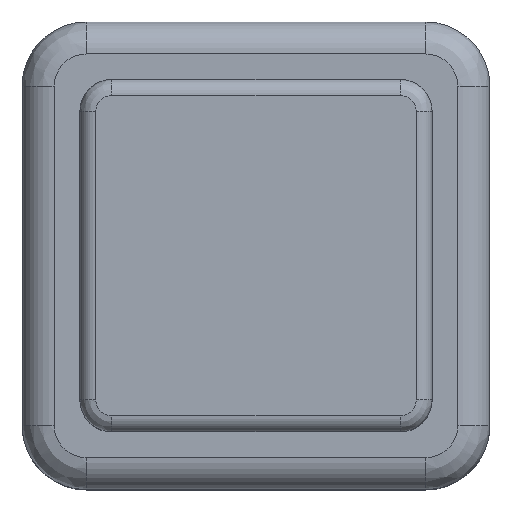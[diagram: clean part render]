
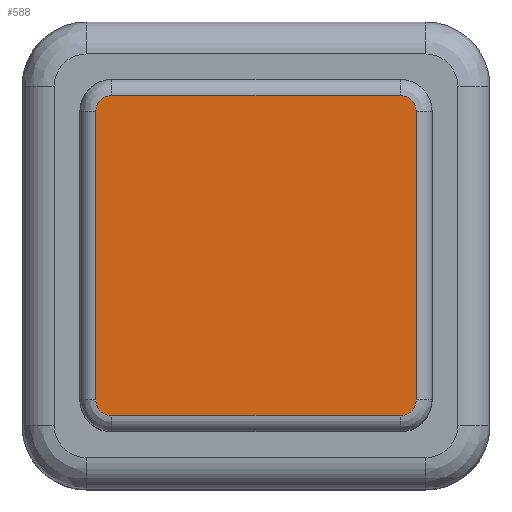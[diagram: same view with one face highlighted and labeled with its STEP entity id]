
A CAD part, top view. The second image highlights one B-rep face of the part: STEP entity #588.
In plain terms, the highlighted planar face has unit normal (0, 0, 1).
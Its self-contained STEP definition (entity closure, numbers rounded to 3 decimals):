
#27=PLANE('',#673);
#53=LINE('',#1012,#94);
#55=LINE('',#1032,#96);
#57=LINE('',#1052,#98);
#58=LINE('',#1068,#99);
#94=VECTOR('',#793,10.);
#96=VECTOR('',#805,10.);
#98=VECTOR('',#817,10.);
#99=VECTOR('',#826,10.);
#162=FACE_OUTER_BOUND('',#201,.T.);
#201=EDGE_LOOP('',(#516,#517,#518,#519,#520,#521,#522,#523));
#230=CIRCLE('',#648,0.5);
#236=CIRCLE('',#655,0.5);
#240=CIRCLE('',#660,0.5);
#244=CIRCLE('',#665,0.5);
#276=VERTEX_POINT('',#1000);
#277=VERTEX_POINT('',#1002);
#279=VERTEX_POINT('',#1008);
#281=VERTEX_POINT('',#1022);
#283=VERTEX_POINT('',#1028);
#285=VERTEX_POINT('',#1042);
#287=VERTEX_POINT('',#1048);
#289=VERTEX_POINT('',#1062);
#343=EDGE_CURVE('',#276,#277,#230,.T.);
#348=EDGE_CURVE('',#277,#279,#53,.T.);
#351=EDGE_CURVE('',#279,#281,#236,.T.);
#354=EDGE_CURVE('',#281,#283,#55,.T.);
#357=EDGE_CURVE('',#283,#285,#240,.T.);
#360=EDGE_CURVE('',#285,#287,#57,.T.);
#363=EDGE_CURVE('',#287,#289,#244,.T.);
#364=EDGE_CURVE('',#289,#276,#58,.T.);
#516=ORIENTED_EDGE('',*,*,#343,.F.);
#517=ORIENTED_EDGE('',*,*,#364,.F.);
#518=ORIENTED_EDGE('',*,*,#363,.F.);
#519=ORIENTED_EDGE('',*,*,#360,.F.);
#520=ORIENTED_EDGE('',*,*,#357,.F.);
#521=ORIENTED_EDGE('',*,*,#354,.F.);
#522=ORIENTED_EDGE('',*,*,#351,.F.);
#523=ORIENTED_EDGE('',*,*,#348,.F.);
#588=ADVANCED_FACE('',(#162),#27,.T.);
#648=AXIS2_PLACEMENT_3D('',#1003,#782,#783);
#655=AXIS2_PLACEMENT_3D('',#1026,#798,#799);
#660=AXIS2_PLACEMENT_3D('',#1046,#810,#811);
#665=AXIS2_PLACEMENT_3D('',#1066,#822,#823);
#673=AXIS2_PLACEMENT_3D('',#1088,#847,#848);
#782=DIRECTION('center_axis',(0.,0.,-1.));
#783=DIRECTION('ref_axis',(-0.707,-0.707,0.));
#793=DIRECTION('',(0.,1.,0.));
#798=DIRECTION('center_axis',(0.,0.,-1.));
#799=DIRECTION('ref_axis',(-0.707,0.707,0.));
#805=DIRECTION('',(1.,0.,0.));
#810=DIRECTION('center_axis',(0.,0.,-1.));
#811=DIRECTION('ref_axis',(0.707,0.707,0.));
#817=DIRECTION('',(0.,-1.,0.));
#822=DIRECTION('center_axis',(0.,0.,-1.));
#823=DIRECTION('ref_axis',(0.707,-0.707,0.));
#826=DIRECTION('',(-1.,0.,0.));
#847=DIRECTION('center_axis',(0.,0.,1.));
#848=DIRECTION('ref_axis',(1.,0.,0.));
#1000=CARTESIAN_POINT('',(-4.5,-5.,10.));
#1002=CARTESIAN_POINT('',(-5.,-4.5,10.));
#1003=CARTESIAN_POINT('Origin',(-4.5,-4.5,10.));
#1008=CARTESIAN_POINT('',(-5.,4.5,10.));
#1012=CARTESIAN_POINT('',(-5.,2.75,10.));
#1022=CARTESIAN_POINT('',(-4.5,5.,10.));
#1026=CARTESIAN_POINT('Origin',(-4.5,4.5,10.));
#1028=CARTESIAN_POINT('',(4.5,5.,10.));
#1032=CARTESIAN_POINT('',(2.75,5.,10.));
#1042=CARTESIAN_POINT('',(5.,4.5,10.));
#1046=CARTESIAN_POINT('Origin',(4.5,4.5,10.));
#1048=CARTESIAN_POINT('',(5.,-4.5,10.));
#1052=CARTESIAN_POINT('',(5.,-2.75,10.));
#1062=CARTESIAN_POINT('',(4.5,-5.,10.));
#1066=CARTESIAN_POINT('Origin',(4.5,-4.5,10.));
#1068=CARTESIAN_POINT('',(-2.75,-5.,10.));
#1088=CARTESIAN_POINT('Origin',(0.,0.,10.));
